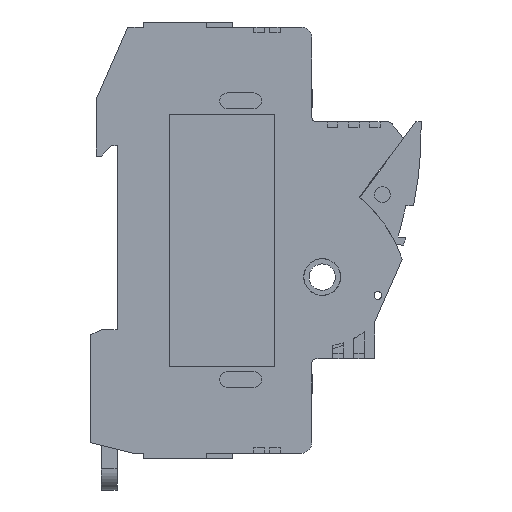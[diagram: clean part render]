
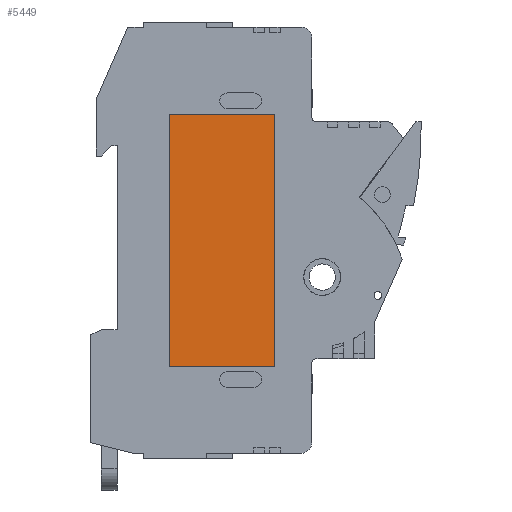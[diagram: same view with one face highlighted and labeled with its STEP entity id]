
A CAD part, left-side view. The second image highlights one B-rep face of the part: STEP entity #5449.
In plain terms, the highlighted planar face has unit normal (-1, 0, 0).
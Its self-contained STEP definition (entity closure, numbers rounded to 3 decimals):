
#5347=CARTESIAN_POINT('',(0.5,-35.,64.));
#5348=VERTEX_POINT('',#5347);
#5349=CARTESIAN_POINT('',(0.5,-15.,64.));
#5350=VERTEX_POINT('',#5349);
#5351=CARTESIAN_POINT('',(0.5,-35.,64.));
#5352=DIRECTION('',(0.0,1.0,0.0));
#5353=VECTOR('',#5352,20.0);
#5354=LINE('',#5351,#5353);
#5355=EDGE_CURVE('',#5348,#5350,#5354,.T.);
#5378=CARTESIAN_POINT('',(0.5,-35.0,16.));
#5379=VERTEX_POINT('',#5378);
#5380=CARTESIAN_POINT('',(0.5,-35.,16.));
#5381=DIRECTION('',(0.0,0.0,1.0));
#5382=VECTOR('',#5381,48.);
#5383=LINE('',#5380,#5382);
#5384=EDGE_CURVE('',#5379,#5348,#5383,.T.);
#5402=CARTESIAN_POINT('',(0.5,-15.,16.));
#5403=VERTEX_POINT('',#5402);
#5404=CARTESIAN_POINT('',(0.5,-15.,16.));
#5405=DIRECTION('',(0.0,-1.0,0.0));
#5406=VECTOR('',#5405,20.);
#5407=LINE('',#5404,#5406);
#5408=EDGE_CURVE('',#5403,#5379,#5407,.T.);
#5427=CARTESIAN_POINT('',(0.5,-15.,16.));
#5428=DIRECTION('',(0.0,0.0,1.0));
#5429=VECTOR('',#5428,48.);
#5430=LINE('',#5427,#5429);
#5431=EDGE_CURVE('',#5403,#5350,#5430,.T.);
#5438=CARTESIAN_POINT('',(0.5,-26.935,40.));
#5439=DIRECTION('',(1.0,0.0,0.0));
#5440=DIRECTION('',(0.0,0.0,-1.0));
#5441=AXIS2_PLACEMENT_3D('',#5438,#5439,#5440);
#5442=PLANE('',#5441);
#5443=ORIENTED_EDGE('',*,*,#5408,.T.);
#5444=ORIENTED_EDGE('',*,*,#5384,.T.);
#5445=ORIENTED_EDGE('',*,*,#5355,.T.);
#5446=ORIENTED_EDGE('',*,*,#5431,.F.);
#5447=EDGE_LOOP('',(#5443,#5444,#5445,#5446));
#5448=FACE_OUTER_BOUND('',#5447,.T.);
#5449=ADVANCED_FACE('',(#5448),#5442,.F.);
